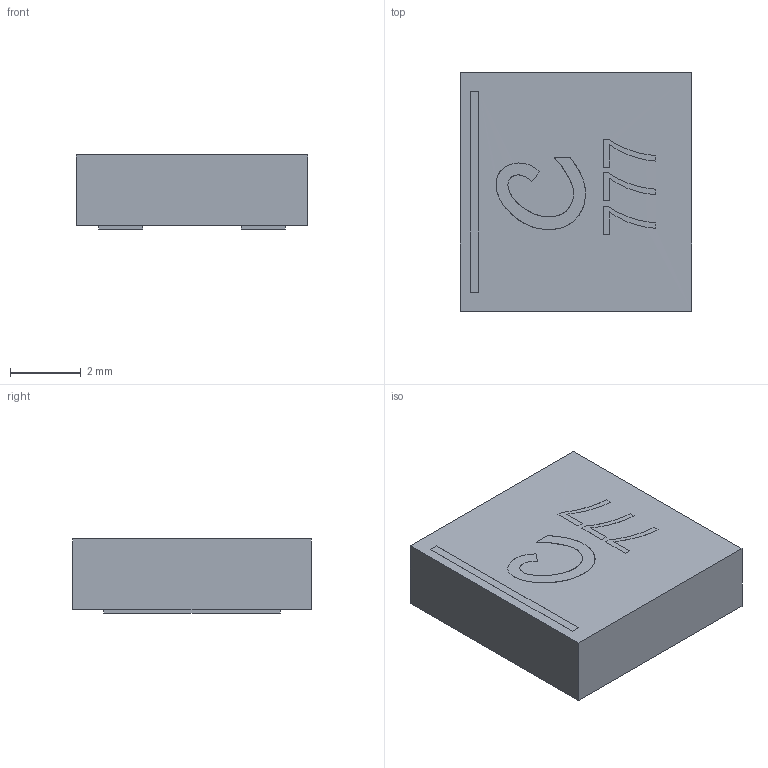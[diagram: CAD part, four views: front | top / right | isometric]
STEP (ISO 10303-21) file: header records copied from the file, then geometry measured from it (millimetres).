
FILE_DESCRIPTION(('FreeCAD Model'),'2;1');
FILE_NAME('Open CASCADE Shape Model','2024-11-16T15:55:24',(''),(''), 'Open CASCADE STEP processor 7.6','FreeCAD','Unknown');
FILE_SCHEMA(('AUTOMOTIVE_DESIGN { 1 0 10303 214 1 1 1 1 }'));
Length unit declared in the file: millimetre
Products named in the file (1): Coilcraft-XAL6020
Bounding box: 6.56 x 6.76 x 2.1 mm (x, y, z)
Volume: 89.9 mm3; surface area: 144.5 mm2
Topology: 1 solids, 1 shells, 57 faces, 130 edges, 82 vertices
Faces by surface type: plane 42, bspline 15
Entity records: 2415 total; most frequent: CARTESIAN_POINT 825, ORIENTED_EDGE 260, DIRECTION 186, EDGE_CURVE 130, LINE 100, VECTOR 100, VERTEX_POINT 82, FACE_BOUND 64
